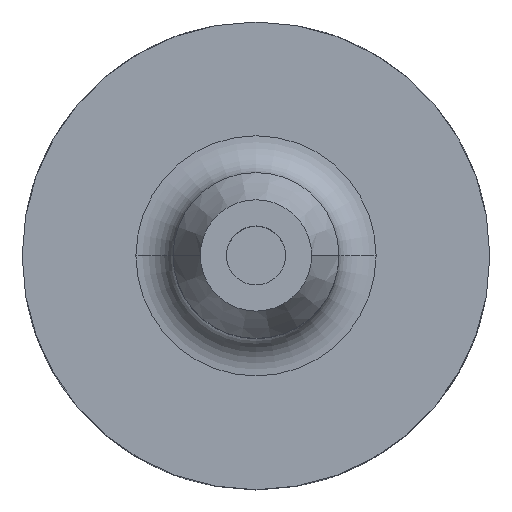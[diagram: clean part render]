
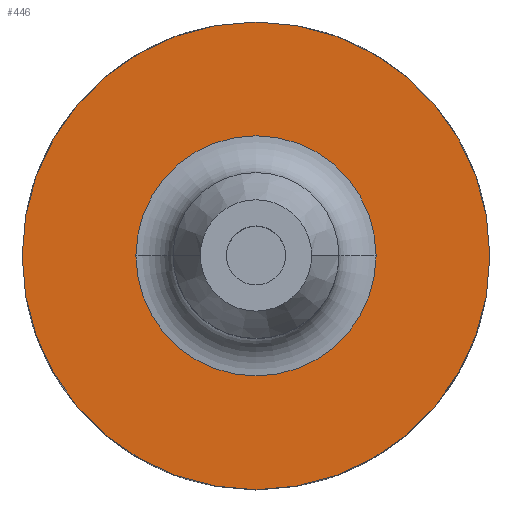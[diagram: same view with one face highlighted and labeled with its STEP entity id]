
A CAD part, top view. The second image highlights one B-rep face of the part: STEP entity #446.
In plain terms, the highlighted planar face has unit normal (0, 0, 1).
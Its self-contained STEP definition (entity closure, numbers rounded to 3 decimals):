
#5 = VERTEX_POINT ( 'NONE', #137 ) ;
#66 = DIRECTION ( 'NONE',  ( -1., 0., 0. ) ) ;
#137 = CARTESIAN_POINT ( 'NONE',  ( 16.176, 0., 22. ) ) ;
#160 = EDGE_CURVE ( 'NONE', #531, #5, #3786, .T. ) ;
#269 = CARTESIAN_POINT ( 'NONE',  ( 31.5, 0., 22. ) ) ;
#333 = CIRCLE ( 'NONE', #1836, 16.176 ) ;
#362 = EDGE_LOOP ( 'NONE', ( #625, #1629 ) ) ;
#446 = ADVANCED_FACE ( 'NONE', ( #2568, #2313 ), #4802, .F. ) ;
#531 = VERTEX_POINT ( 'NONE', #3281 ) ;
#625 = ORIENTED_EDGE ( 'NONE', *, *, #1885, .T. ) ;
#711 = ORIENTED_EDGE ( 'NONE', *, *, #160, .T. ) ;
#922 = CIRCLE ( 'NONE', #4189, 31.5 ) ;
#1103 = VERTEX_POINT ( 'NONE', #269 ) ;
#1170 = CARTESIAN_POINT ( 'NONE',  ( 0., 0., 22. ) ) ;
#1288 = DIRECTION ( 'NONE',  ( 0., 0., 1. ) ) ;
#1483 = AXIS2_PLACEMENT_3D ( 'NONE', #4163, #1537, #66 ) ;
#1495 = CARTESIAN_POINT ( 'NONE',  ( 0., 0., 22. ) ) ;
#1537 = DIRECTION ( 'NONE',  ( 0., 0., -1. ) ) ;
#1549 = DIRECTION ( 'NONE',  ( -1., 0., 0. ) ) ;
#1629 = ORIENTED_EDGE ( 'NONE', *, *, #2733, .T. ) ;
#1836 = AXIS2_PLACEMENT_3D ( 'NONE', #1170, #3810, #1549 ) ;
#1845 = VERTEX_POINT ( 'NONE', #2221 ) ;
#1874 = DIRECTION ( 'NONE',  ( 1., 0., 0. ) ) ;
#1885 = EDGE_CURVE ( 'NONE', #1103, #1845, #922, .T. ) ;
#1909 = AXIS2_PLACEMENT_3D ( 'NONE', #3549, #1288, #3927 ) ;
#2141 = DIRECTION ( 'NONE',  ( -1., 0., 0. ) ) ;
#2221 = CARTESIAN_POINT ( 'NONE',  ( -31.5, 0., 22. ) ) ;
#2313 = FACE_OUTER_BOUND ( 'NONE', #362, .T. ) ;
#2568 = FACE_BOUND ( 'NONE', #3576, .T. ) ;
#2733 = EDGE_CURVE ( 'NONE', #1845, #1103, #3442, .T. ) ;
#3277 = ORIENTED_EDGE ( 'NONE', *, *, #4823, .T. ) ;
#3281 = CARTESIAN_POINT ( 'NONE',  ( -16.176, 0., 22. ) ) ;
#3442 = CIRCLE ( 'NONE', #1909, 31.5 ) ;
#3549 = CARTESIAN_POINT ( 'NONE',  ( 0., 0., 22. ) ) ;
#3576 = EDGE_LOOP ( 'NONE', ( #711, #3277 ) ) ;
#3755 = AXIS2_PLACEMENT_3D ( 'NONE', #4720, #4366, #2141 ) ;
#3786 = CIRCLE ( 'NONE', #1483, 16.176 ) ;
#3810 = DIRECTION ( 'NONE',  ( 0., 0., -1. ) ) ;
#3927 = DIRECTION ( 'NONE',  ( 1., 0., 0. ) ) ;
#4125 = DIRECTION ( 'NONE',  ( 0., 0., 1. ) ) ;
#4163 = CARTESIAN_POINT ( 'NONE',  ( 0., 0., 22. ) ) ;
#4189 = AXIS2_PLACEMENT_3D ( 'NONE', #1495, #4125, #1874 ) ;
#4366 = DIRECTION ( 'NONE',  ( 0., 0., -1. ) ) ;
#4720 = CARTESIAN_POINT ( 'NONE',  ( 0., 11.176, 22. ) ) ;
#4802 = PLANE ( 'NONE',  #3755 ) ;
#4823 = EDGE_CURVE ( 'NONE', #5, #531, #333, .T. ) ;
